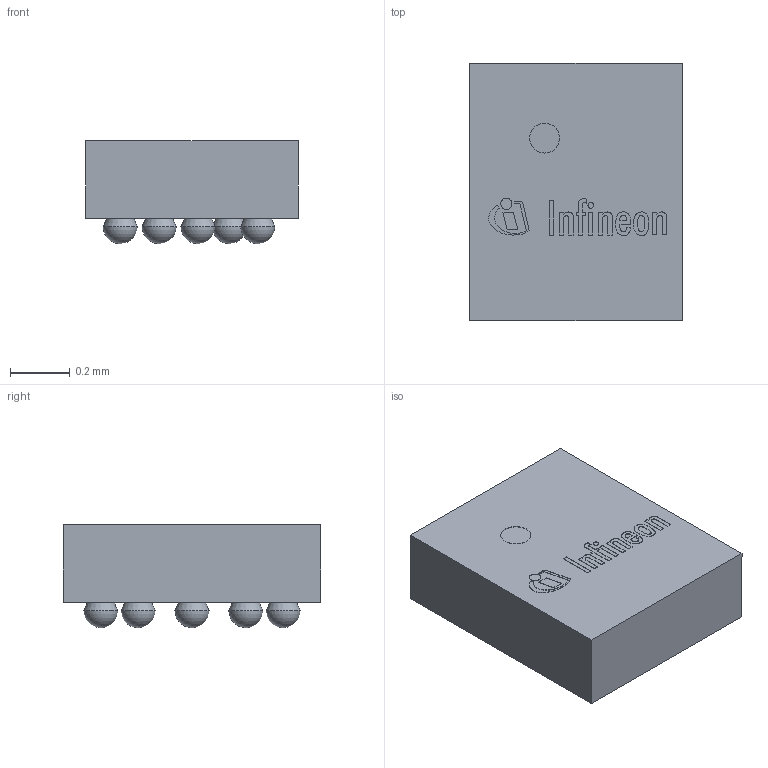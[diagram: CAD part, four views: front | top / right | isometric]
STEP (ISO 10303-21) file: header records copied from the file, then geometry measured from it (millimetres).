
FILE_DESCRIPTION(/* description */ (''),/* implementation_level */ '2;1');
FILE_NAME(/* name */ 'SG-FWLP-9-1_Z8B00167570_V02_3D.stp',/* time_stamp */ '2021-07-28T20:53:13+05:00',/* author */ ('janartha'),/* organization */ (''),/* preprocessor_version */ 'ST-DEVELOPER v16.13',/* originating_system */ 'AutoCAD Mechanical',/* authorisation */ '');
FILE_SCHEMA (('AUTOMOTIVE_DESIGN { 1 0 10303 214 3 1 1 }'));
Length unit declared in the file: millimetre
Products named in the file (1): Product
Bounding box: 0.71 x 0.86 x 0.35 mm (x, y, z)
Volume: 0.2 mm3; surface area: 2.4 mm2
Topology: 23 solids, 23 shells, 150 faces, 336 edges, 224 vertices
Faces by surface type: plane 108, bspline 18, sphere 9, cone 9, cylinder 6
Full cylindrical faces by diameter (mm): 0.019 x1, 0.038 x1, 0.1 x2
Entity records: 4074 total; most frequent: CARTESIAN_POINT 1043, ORIENTED_EDGE 592, DIRECTION 556, EDGE_CURVE 296, LINE 230, VECTOR 230, VERTEX_POINT 206, EDGE_LOOP 168
